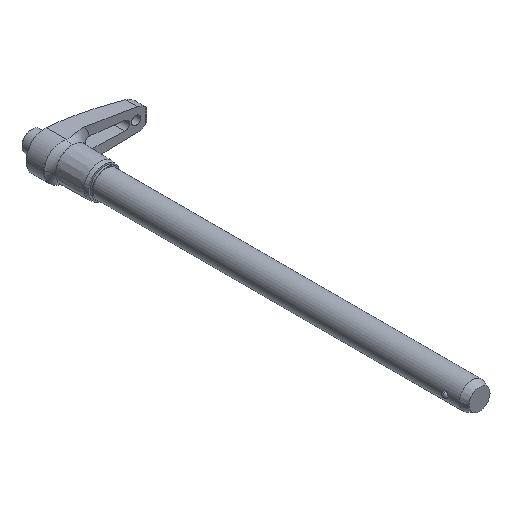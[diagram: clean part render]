
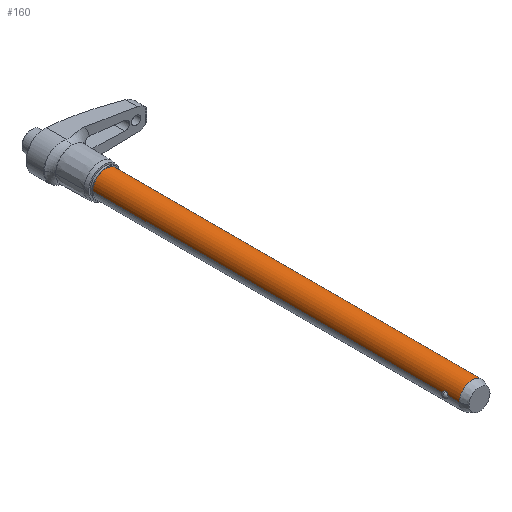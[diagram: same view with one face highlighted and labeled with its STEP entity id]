
A CAD part, isometric view. The second image highlights one B-rep face of the part: STEP entity #160.
In plain terms, the highlighted cylindrical face has radius 7.144 mm (diameter 14.287 mm), a partial arc.
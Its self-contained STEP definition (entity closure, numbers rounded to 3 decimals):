
#160=ADVANCED_FACE('',(#340),#341,.T.);
#340=FACE_OUTER_BOUND('',#538,.T.);
#341=CYLINDRICAL_SURFACE('',#539,7.144);
#538=EDGE_LOOP('',(#962,#963,#964,#965,#966,#967,#968,#969,#970,#971));
#539=AXIS2_PLACEMENT_3D('',#972,#973,#974);
#962=ORIENTED_EDGE('',*,*,#1186,.T.);
#963=ORIENTED_EDGE('',*,*,#1315,.T.);
#964=ORIENTED_EDGE('',*,*,#1219,.T.);
#965=ORIENTED_EDGE('',*,*,#1193,.T.);
#966=ORIENTED_EDGE('',*,*,#1347,.F.);
#967=ORIENTED_EDGE('',*,*,#1191,.T.);
#968=ORIENTED_EDGE('',*,*,#1311,.T.);
#969=ORIENTED_EDGE('',*,*,#1309,.T.);
#970=ORIENTED_EDGE('',*,*,#1188,.T.);
#971=ORIENTED_EDGE('',*,*,#1270,.T.);
#972=CARTESIAN_POINT('',(0.0,-101.727,0.0));
#973=DIRECTION('',(-0.0,1.0,0.0));
#974=DIRECTION('',(1.0,0.0,0.0));
#1186=EDGE_CURVE('',#1411,#1412,#1413,.T.);
#1188=EDGE_CURVE('',#1416,#1414,#1417,.T.);
#1191=EDGE_CURVE('',#1422,#1420,#1423,.T.);
#1193=EDGE_CURVE('',#1426,#1424,#1427,.T.);
#1219=EDGE_CURVE('',#1470,#1426,#1472,.T.);
#1270=EDGE_CURVE('',#1414,#1411,#1556,.T.);
#1309=EDGE_CURVE('',#1607,#1416,#1609,.T.);
#1311=EDGE_CURVE('',#1420,#1607,#1611,.T.);
#1315=EDGE_CURVE('',#1412,#1470,#1615,.T.);
#1347=EDGE_CURVE('',#1422,#1424,#1653,.T.);
#1411=VERTEX_POINT('',#1787);
#1412=VERTEX_POINT('',#1788);
#1413=LINE('',#1789,#1790);
#1414=VERTEX_POINT('',#1791);
#1416=VERTEX_POINT('',#1793);
#1417=LINE('',#1794,#1795);
#1420=VERTEX_POINT('',#1811);
#1422=VERTEX_POINT('',#1826);
#1423=LINE('',#1827,#1828);
#1424=VERTEX_POINT('',#1829);
#1426=VERTEX_POINT('',#1831);
#1427=LINE('',#1832,#1833);
#1470=VERTEX_POINT('',#2080);
#1472=B_SPLINE_CURVE_WITH_KNOTS('',3,(#2082,#2083,#2084,#2085,#2086,#2087,#2088,#2089,#2090,#2091,#2092,#2093,#2094,#2095),.UNSPECIFIED.,.F.,.F.,(4,2,2,2,2,2,4),(4.475,4.989,5.503,5.733,5.962,6.338,6.713),.UNSPECIFIED.);
#1556=CIRCLE('',#2519,7.144);
#1607=VERTEX_POINT('',#2640);
#1609=B_SPLINE_CURVE_WITH_KNOTS('',3,(#2642,#2643,#2644,#2645,#2646,#2647,#2648,#2649,#2650,#2651,#2652,#2653,#2654,#2655),.UNSPECIFIED.,.F.,.F.,(4,2,2,2,2,2,4),(0.0,0.514,1.028,1.257,1.487,1.862,2.238),.UNSPECIFIED.);
#1611=B_SPLINE_CURVE_WITH_KNOTS('',3,(#2657,#2658,#2659,#2660,#2661,#2662,#2663,#2664,#2665,#2666,#2667,#2668,#2669,#2670),.UNSPECIFIED.,.F.,.F.,(4,2,2,2,2,2,4),(6.713,7.088,7.463,7.693,7.923,8.436,8.95),.UNSPECIFIED.);
#1615=B_SPLINE_CURVE_WITH_KNOTS('',3,(#2674,#2675,#2676,#2677,#2678,#2679,#2680,#2681,#2682,#2683,#2684,#2685,#2686,#2687),.UNSPECIFIED.,.F.,.F.,(4,2,2,2,2,2,4),(2.238,2.613,2.988,3.218,3.448,3.961,4.475),.UNSPECIFIED.);
#1653=CIRCLE('',#2789,7.144);
#1787=CARTESIAN_POINT('',(7.144,-199.568,0.0));
#1788=CARTESIAN_POINT('',(7.144,-193.477,0.));
#1789=CARTESIAN_POINT('',(7.144,-101.727,0.));
#1790=VECTOR('',#2963,1.0);
#1791=CARTESIAN_POINT('',(-7.144,-199.568,0.));
#1793=CARTESIAN_POINT('',(-7.144,-193.477,0.));
#1794=CARTESIAN_POINT('',(-7.144,-101.727,0.));
#1795=VECTOR('',#2967,1.0);
#1811=CARTESIAN_POINT('',(-7.144,-190.5,0.));
#1826=CARTESIAN_POINT('',(-7.144,0.0,0.));
#1827=CARTESIAN_POINT('',(-7.144,-101.727,0.));
#1828=VECTOR('',#2968,1.0);
#1829=CARTESIAN_POINT('',(7.144,0.0,0.0));
#1831=CARTESIAN_POINT('',(7.144,-190.5,0.));
#1832=CARTESIAN_POINT('',(7.144,-101.727,0.));
#1833=VECTOR('',#2972,1.0);
#2080=CARTESIAN_POINT('',(6.985,-191.988,1.5));
#2082=CARTESIAN_POINT('',(6.985,-191.988,1.5));
#2083=CARTESIAN_POINT('',(6.985,-191.817,1.5));
#2084=CARTESIAN_POINT('',(6.991,-191.634,1.469));
#2085=CARTESIAN_POINT('',(7.017,-191.293,1.34));
#2086=CARTESIAN_POINT('',(7.036,-191.135,1.243));
#2087=CARTESIAN_POINT('',(7.062,-190.95,1.08));
#2088=CARTESIAN_POINT('',(7.071,-190.891,1.02));
#2089=CARTESIAN_POINT('',(7.088,-190.786,0.891));
#2090=CARTESIAN_POINT('',(7.097,-190.739,0.822));
#2091=CARTESIAN_POINT('',(7.115,-190.639,0.648));
#2092=CARTESIAN_POINT('',(7.126,-190.586,0.522));
#2093=CARTESIAN_POINT('',(7.14,-190.516,0.261));
#2094=CARTESIAN_POINT('',(7.144,-190.5,0.125));
#2095=CARTESIAN_POINT('',(7.144,-190.5,0.));
#2519=AXIS2_PLACEMENT_3D('',#3048,#3049,#3050);
#2640=CARTESIAN_POINT('',(-6.985,-191.988,1.5));
#2642=CARTESIAN_POINT('',(-6.985,-191.988,1.5));
#2643=CARTESIAN_POINT('',(-6.985,-192.16,1.5));
#2644=CARTESIAN_POINT('',(-6.991,-192.343,1.469));
#2645=CARTESIAN_POINT('',(-7.017,-192.684,1.34));
#2646=CARTESIAN_POINT('',(-7.036,-192.842,1.243));
#2647=CARTESIAN_POINT('',(-7.062,-193.027,1.08));
#2648=CARTESIAN_POINT('',(-7.071,-193.086,1.02));
#2649=CARTESIAN_POINT('',(-7.088,-193.191,0.891));
#2650=CARTESIAN_POINT('',(-7.097,-193.238,0.822));
#2651=CARTESIAN_POINT('',(-7.115,-193.338,0.648));
#2652=CARTESIAN_POINT('',(-7.126,-193.391,0.522));
#2653=CARTESIAN_POINT('',(-7.14,-193.461,0.261));
#2654=CARTESIAN_POINT('',(-7.144,-193.477,0.125));
#2655=CARTESIAN_POINT('',(-7.144,-193.477,0.));
#2657=CARTESIAN_POINT('',(-7.144,-190.5,0.));
#2658=CARTESIAN_POINT('',(-7.144,-190.5,0.125));
#2659=CARTESIAN_POINT('',(-7.14,-190.516,0.261));
#2660=CARTESIAN_POINT('',(-7.126,-190.586,0.522));
#2661=CARTESIAN_POINT('',(-7.115,-190.639,0.648));
#2662=CARTESIAN_POINT('',(-7.097,-190.739,0.822));
#2663=CARTESIAN_POINT('',(-7.088,-190.786,0.891));
#2664=CARTESIAN_POINT('',(-7.071,-190.891,1.02));
#2665=CARTESIAN_POINT('',(-7.062,-190.95,1.08));
#2666=CARTESIAN_POINT('',(-7.036,-191.135,1.243));
#2667=CARTESIAN_POINT('',(-7.017,-191.293,1.34));
#2668=CARTESIAN_POINT('',(-6.991,-191.634,1.469));
#2669=CARTESIAN_POINT('',(-6.985,-191.817,1.5));
#2670=CARTESIAN_POINT('',(-6.985,-191.988,1.5));
#2674=CARTESIAN_POINT('',(7.144,-193.477,0.));
#2675=CARTESIAN_POINT('',(7.144,-193.477,0.125));
#2676=CARTESIAN_POINT('',(7.14,-193.461,0.261));
#2677=CARTESIAN_POINT('',(7.126,-193.391,0.522));
#2678=CARTESIAN_POINT('',(7.115,-193.338,0.648));
#2679=CARTESIAN_POINT('',(7.097,-193.238,0.822));
#2680=CARTESIAN_POINT('',(7.088,-193.191,0.891));
#2681=CARTESIAN_POINT('',(7.071,-193.086,1.02));
#2682=CARTESIAN_POINT('',(7.062,-193.027,1.08));
#2683=CARTESIAN_POINT('',(7.036,-192.842,1.243));
#2684=CARTESIAN_POINT('',(7.017,-192.684,1.34));
#2685=CARTESIAN_POINT('',(6.991,-192.343,1.469));
#2686=CARTESIAN_POINT('',(6.985,-192.16,1.5));
#2687=CARTESIAN_POINT('',(6.985,-191.988,1.5));
#2789=AXIS2_PLACEMENT_3D('',#3151,#3152,#3153);
#2963=DIRECTION('',(0.0,1.0,0.0));
#2967=DIRECTION('',(-0.0,-1.0,-0.0));
#2968=DIRECTION('',(-0.0,-1.0,-0.0));
#2972=DIRECTION('',(0.0,1.0,0.0));
#3048=CARTESIAN_POINT('',(0.0,-199.568,0.0));
#3049=DIRECTION('',(0.,1.0,0.0));
#3050=DIRECTION('',(1.0,0.,0.0));
#3151=CARTESIAN_POINT('',(0.0,0.0,0.0));
#3152=DIRECTION('',(-0.0,1.0,0.0));
#3153=DIRECTION('',(1.0,0.0,0.0));
